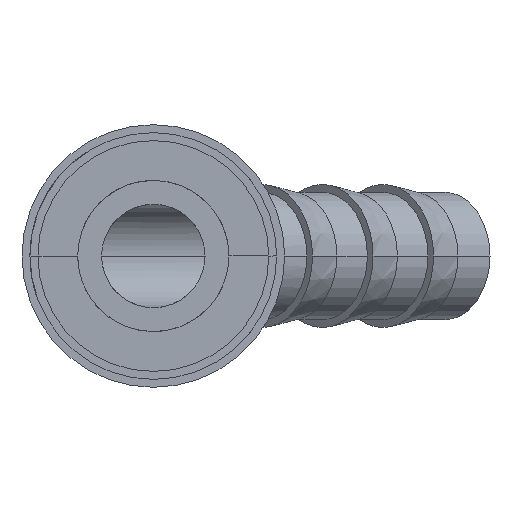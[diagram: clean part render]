
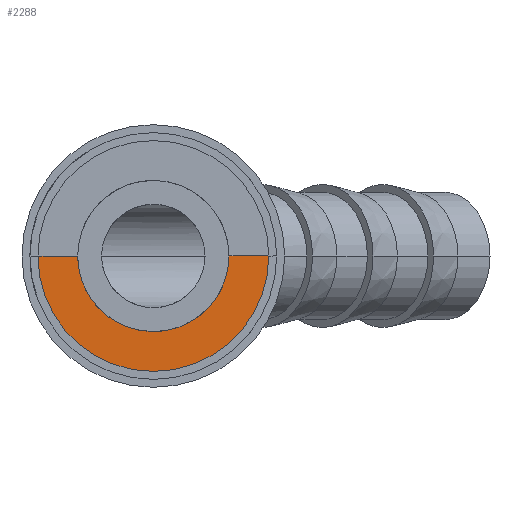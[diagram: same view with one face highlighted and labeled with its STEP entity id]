
A CAD part, left-side view. The second image highlights one B-rep face of the part: STEP entity #2288.
In plain terms, the highlighted conical face has half-angle 89.98 degrees and reference radius 14.5 mm.
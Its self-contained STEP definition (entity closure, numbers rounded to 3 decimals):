
#262 = EDGE_CURVE ( 'NONE', #6367, #9515, #7522, .T. ) ;
#397 = DIRECTION ( 'NONE',  ( 0., 1., 0. ) ) ;
#472 = CARTESIAN_POINT ( 'NONE',  ( 0.01, -14.5, 0. ) ) ;
#675 = ORIENTED_EDGE ( 'NONE', *, *, #5873, .T. ) ;
#679 = VERTEX_POINT ( 'NONE', #472 ) ;
#875 = EDGE_LOOP ( 'NONE', ( #9339, #675, #2499, #10342, #8085 ) ) ;
#886 = DIRECTION ( 'NONE',  ( 0., 1., 0. ) ) ;
#1107 = CARTESIAN_POINT ( 'NONE',  ( 0.001, 5.838, -7.597 ) ) ;
#1421 = AXIS2_PLACEMENT_3D ( 'NONE', #3534, #7699, #397 ) ;
#2288 = ADVANCED_FACE ( 'NONE', ( #12884 ), #13187, .T. ) ;
#2499 = ORIENTED_EDGE ( 'NONE', *, *, #262, .T. ) ;
#2915 = CARTESIAN_POINT ( 'NONE',  ( 0.004, -1.244, -9.5 ) ) ;
#3222 = CARTESIAN_POINT ( 'NONE',  ( 0., 9.253, -2.487 ) ) ;
#3266 = EDGE_CURVE ( 'NONE', #12807, #679, #9928, .T. ) ;
#3534 = CARTESIAN_POINT ( 'NONE',  ( 0.005, 0., 0. ) ) ;
#3848 = B_SPLINE_CURVE_WITH_KNOTS ( 'NONE', 3,
 ( #12147, #9198, #3882, #8052, #13164, #11183, #4009, #7921, #2915, #5987 ),
 .UNSPECIFIED., .F., .F.,
 ( 4, 2, 2, 2, 4 ),
 ( 0.5, 0.562, 0.625, 0.687, 0.75 ),
 .UNSPECIFIED. ) ;
#3882 = CARTESIAN_POINT ( 'NONE',  ( 0.007, -9.253, -2.487 ) ) ;
#4009 = CARTESIAN_POINT ( 'NONE',  ( 0.005, -4.784, -8.301 ) ) ;
#4100 = DIRECTION ( 'NONE',  ( 0.001, -1., 0. ) ) ;
#4172 = EDGE_CURVE ( 'NONE', #9515, #12807, #10881, .T. ) ;
#4710 = VECTOR ( 'NONE', #4100, 1000. ) ;
#5679 = CARTESIAN_POINT ( 'NONE',  ( 0., 14.5, 0. ) ) ;
#5873 = EDGE_CURVE ( 'NONE', #8453, #6367, #3848, .T. ) ;
#5987 = CARTESIAN_POINT ( 'NONE',  ( 0.002, 0., -9.5 ) ) ;
#6281 = CARTESIAN_POINT ( 'NONE',  ( 0., 9.5, 0. ) ) ;
#6367 = VERTEX_POINT ( 'NONE', #11437 ) ;
#7181 = CARTESIAN_POINT ( 'NONE',  ( 0.002, 0., -9.5 ) ) ;
#7448 = CARTESIAN_POINT ( 'NONE',  ( 0., 14.5, 0. ) ) ;
#7450 = CARTESIAN_POINT ( 'NONE',  ( 0., 9.5, 0. ) ) ;
#7522 = B_SPLINE_CURVE_WITH_KNOTS ( 'NONE', 3,
 ( #7181, #8484, #8416, #12640, #1107, #11417, #12573, #3222, #11618, #7450 ),
 .UNSPECIFIED., .F., .F.,
 ( 4, 2, 2, 2, 4 ),
 ( 0.75, 0.812, 0.875, 0.937, 1. ),
 .UNSPECIFIED. ) ;
#7545 = DIRECTION ( 'NONE',  ( 0., -1., 0. ) ) ;
#7699 = DIRECTION ( 'NONE',  ( 1., 0., 0. ) ) ;
#7921 = CARTESIAN_POINT ( 'NONE',  ( 0.004, -2.487, -9.253 ) ) ;
#8052 = CARTESIAN_POINT ( 'NONE',  ( 0.006, -8.301, -4.784 ) ) ;
#8085 = ORIENTED_EDGE ( 'NONE', *, *, #3266, .T. ) ;
#8203 = LINE ( 'NONE', #12168, #4710 ) ;
#8416 = CARTESIAN_POINT ( 'NONE',  ( 0.002, 2.487, -9.253 ) ) ;
#8453 = VERTEX_POINT ( 'NONE', #8950 ) ;
#8484 = CARTESIAN_POINT ( 'NONE',  ( 0.003, 1.244, -9.5 ) ) ;
#8950 = CARTESIAN_POINT ( 'NONE',  ( 0.007, -9.5, 0. ) ) ;
#9198 = CARTESIAN_POINT ( 'NONE',  ( 0.007, -9.5, -1.244 ) ) ;
#9339 = ORIENTED_EDGE ( 'NONE', *, *, #12053, .F. ) ;
#9515 = VERTEX_POINT ( 'NONE', #6281 ) ;
#9596 = CARTESIAN_POINT ( 'NONE',  ( 0.005, 0., 0. ) ) ;
#9928 = CIRCLE ( 'NONE', #12749, 14.5 ) ;
#10342 = ORIENTED_EDGE ( 'NONE', *, *, #4172, .T. ) ;
#10881 = LINE ( 'NONE', #5679, #11230 ) ;
#11183 = CARTESIAN_POINT ( 'NONE',  ( 0.005, -5.838, -7.597 ) ) ;
#11230 = VECTOR ( 'NONE', #886, 1000. ) ;
#11417 = CARTESIAN_POINT ( 'NONE',  ( 0.001, 7.597, -5.838 ) ) ;
#11437 = CARTESIAN_POINT ( 'NONE',  ( 0.002, 0., -9.5 ) ) ;
#11513 = DIRECTION ( 'NONE',  ( -1., 0., 0. ) ) ;
#11618 = CARTESIAN_POINT ( 'NONE',  ( 0., 9.5, -1.244 ) ) ;
#12053 = EDGE_CURVE ( 'NONE', #8453, #679, #8203, .T. ) ;
#12147 = CARTESIAN_POINT ( 'NONE',  ( 0.007, -9.5, 0. ) ) ;
#12168 = CARTESIAN_POINT ( 'NONE',  ( 0.01, -14.5, 0. ) ) ;
#12573 = CARTESIAN_POINT ( 'NONE',  ( 0., 8.301, -4.784 ) ) ;
#12640 = CARTESIAN_POINT ( 'NONE',  ( 0.002, 4.784, -8.301 ) ) ;
#12749 = AXIS2_PLACEMENT_3D ( 'NONE', #9596, #11513, #7545 ) ;
#12807 = VERTEX_POINT ( 'NONE', #7448 ) ;
#12884 = FACE_OUTER_BOUND ( 'NONE', #875, .T. ) ;
#13164 = CARTESIAN_POINT ( 'NONE',  ( 0.006, -7.597, -5.838 ) ) ;
#13187 = CONICAL_SURFACE ( 'NONE', #1421, 14.5, 1.57 ) ;
